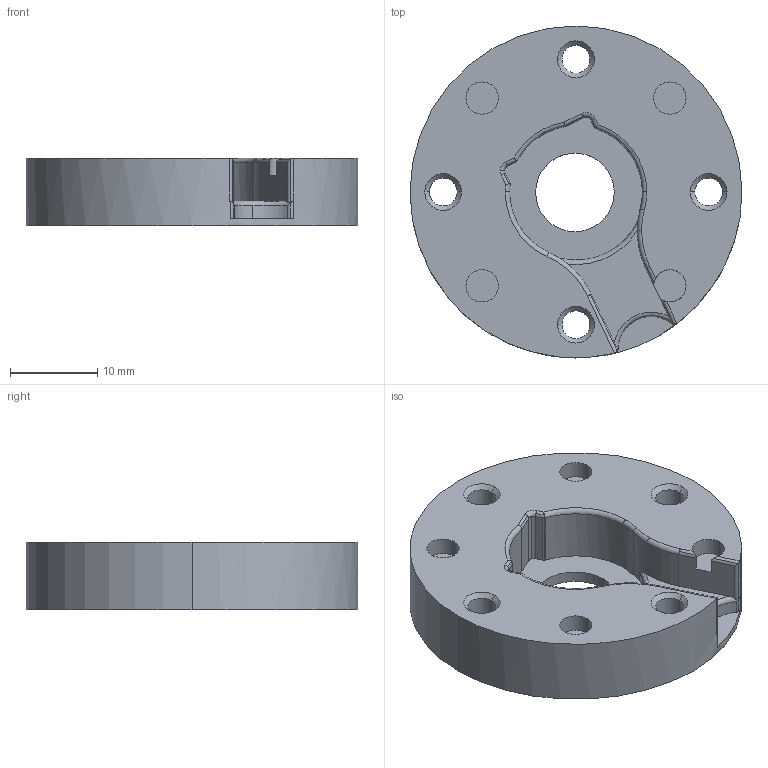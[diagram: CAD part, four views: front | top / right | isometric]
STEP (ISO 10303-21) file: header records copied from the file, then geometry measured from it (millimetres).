
FILE_DESCRIPTION(('STEP AP214'),'1');
FILE_NAME('Alternative_Servo_axis_inf.stp','2022-08-06T14:26:08',(' '),(' '),'Spatial InterOp 3D',' ',' ');
FILE_SCHEMA(('AUTOMOTIVE_DESIGN { 1 0 10303 214 1 1 1 1 }'));
Length unit declared in the file: metre
Products named in the file (1): Alternative_Servo_axis_inf
Bounding box: 38 x 38 x 7.7 mm (x, y, z)
Volume: 6619.7 mm3; surface area: 3736.2 mm2
Topology: 1 solids, 1 shells, 104 faces, 272 edges, 173 vertices
Faces by surface type: cylinder 59, cone 16, plane 15, torus 14
Entity records: 3604 total; most frequent: CARTESIAN_POINT 933, DIRECTION 593, ORIENTED_EDGE 544, EDGE_CURVE 272, AXIS2_PLACEMENT_3D 247, VERTEX_POINT 173, CIRCLE 136, EDGE_LOOP 117
